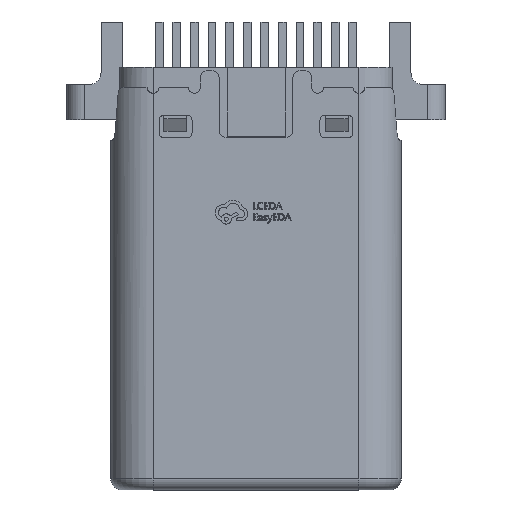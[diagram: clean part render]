
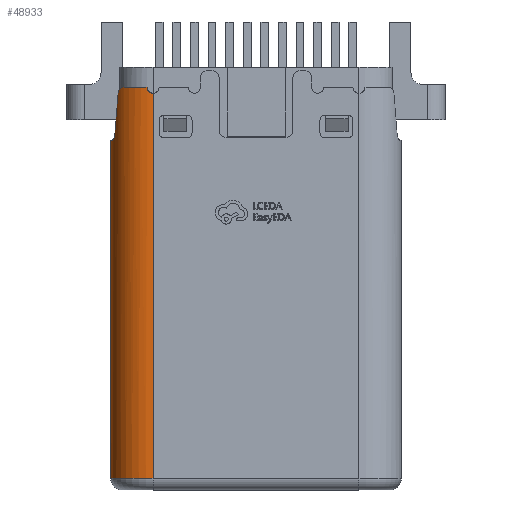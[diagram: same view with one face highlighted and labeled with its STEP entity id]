
A CAD part, top view. The second image highlights one B-rep face of the part: STEP entity #48933.
In plain terms, the highlighted cylindrical face has radius 1.2 mm (diameter 2.4 mm), a partial arc.
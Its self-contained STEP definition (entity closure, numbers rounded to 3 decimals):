
#462 = CARTESIAN_POINT ( 'NONE',  ( -3., 11.281, 1.198 ) ) ;
#1192 = CARTESIAN_POINT ( 'NONE',  ( -2.925, 11.265, 1.2 ) ) ;
#5810 = CIRCLE ( 'NONE', #78611, 1.2 ) ;
#7467 = CARTESIAN_POINT ( 'NONE',  ( -3.911, 11.318, 0.684 ) ) ;
#8374 = DIRECTION ( 'NONE',  ( 0., 1., 0. ) ) ;
#8622 = ORIENTED_EDGE ( 'NONE', *, *, #69811, .F. ) ;
#9362 = CARTESIAN_POINT ( 'NONE',  ( -4.05, 9.953, 0.419 ) ) ;
#10770 = CARTESIAN_POINT ( 'NONE',  ( -4.08, 9.935, 0.325 ) ) ;
#11578 = ORIENTED_EDGE ( 'NONE', *, *, #67615, .T. ) ;
#12732 = CARTESIAN_POINT ( 'NONE',  ( -3.916, 11.261, 0.677 ) ) ;
#12772 = DIRECTION ( 'NONE',  ( 1., 0., 0. ) ) ;
#14155 = CARTESIAN_POINT ( 'NONE',  ( -3.949, 10.894, 0.628 ) ) ;
#15022 = CARTESIAN_POINT ( 'NONE',  ( -3.07, 11.344, 1.191 ) ) ;
#16678 = CARTESIAN_POINT ( 'NONE',  ( -4.008, 10.059, 0.517 ) ) ;
#16859 = EDGE_CURVE ( 'NONE', #88192, #36942, #35634, .T. ) ;
#20467 = EDGE_CURVE ( 'NONE', #86376, #21915, #65553, .T. ) ;
#20837 = CARTESIAN_POINT ( 'NONE',  ( -3.059, 11.329, 1.193 ) ) ;
#21215 = ORIENTED_EDGE ( 'NONE', *, *, #93821, .F. ) ;
#21257 = DIRECTION ( 'NONE',  ( -1., 0., 0. ) ) ;
#21915 = VERTEX_POINT ( 'NONE', #52101 ) ;
#22514 = ORIENTED_EDGE ( 'NONE', *, *, #20467, .F. ) ;
#22984 = CARTESIAN_POINT ( 'NONE',  ( -3.788, 11.435, 0.836 ) ) ;
#26185 = FACE_OUTER_BOUND ( 'NONE', #58175, .T. ) ;
#29367 = CARTESIAN_POINT ( 'NONE',  ( -3.916, 11.261, 0.677 ) ) ;
#29547 = EDGE_CURVE ( 'NONE', #61535, #91839, #95277, .T. ) ;
#30107 = CARTESIAN_POINT ( 'NONE',  ( -2.951, 11.266, 1.2 ) ) ;
#30346 = CARTESIAN_POINT ( 'NONE',  ( -4.067, 9.935, 0.373 ) ) ;
#32231 = CARTESIAN_POINT ( 'NONE',  ( -4.021, 10.014, 0.491 ) ) ;
#32566 = DIRECTION ( 'NONE',  ( 0., 1., 0. ) ) ;
#35016 = DIRECTION ( 'NONE',  ( 0., -1., 0. ) ) ;
#35634 = CIRCLE ( 'NONE', #91221, 1.2 ) ;
#36495 = CARTESIAN_POINT ( 'NONE',  ( -3.979, 10.509, 0.577 ) ) ;
#36599 = DIRECTION ( 'NONE',  ( 1., 0., 0. ) ) ;
#36934 = ORIENTED_EDGE ( 'NONE', *, *, #16859, .T. ) ;
#36942 = VERTEX_POINT ( 'NONE', #60342 ) ;
#37370 = CARTESIAN_POINT ( 'NONE',  ( -3.032, 11.301, 1.195 ) ) ;
#38514 = CARTESIAN_POINT ( 'NONE',  ( -4.08, 9.935, 0.325 ) ) ;
#40089 = B_SPLINE_CURVE_WITH_KNOTS ( 'NONE', 3,
 ( #95159, #22984, #87441, #73450, #7467, #29367 ),
 .UNSPECIFIED., .F., .F.,
 ( 4, 2, 4 ),
 ( 0., 0., 0. ),
 .UNSPECIFIED. ) ;
#40919 = AXIS2_PLACEMENT_3D ( 'NONE', #78927, #49349, #21257 ) ;
#41238 = CARTESIAN_POINT ( 'NONE',  ( -2.925, 9.935, 0. ) ) ;
#41933 = CARTESIAN_POINT ( 'NONE',  ( -3.746, 11.435, 0.875 ) ) ;
#42612 = LINE ( 'NONE', #49337, #95293 ) ;
#43159 = CARTESIAN_POINT ( 'NONE',  ( -2.938, 11.265, 1.2 ) ) ;
#43274 = DIRECTION ( 'NONE',  ( 0., 1., 0. ) ) ;
#45785 = AXIS2_PLACEMENT_3D ( 'NONE', #67988, #8374, #36599 ) ;
#48807 = ORIENTED_EDGE ( 'NONE', *, *, #78874, .T. ) ;
#48933 = ADVANCED_FACE ( 'NONE', ( #26185 ), #76068, .T. ) ;
#49337 = CARTESIAN_POINT ( 'NONE',  ( -4.125, 11., 0. ) ) ;
#49349 = DIRECTION ( 'NONE',  ( 0., -1., 0. ) ) ;
#49432 = LINE ( 'NONE', #92505, #50965 ) ;
#49780 = VERTEX_POINT ( 'NONE', #10770 ) ;
#50364 = CARTESIAN_POINT ( 'NONE',  ( -2.982, 11.273, 1.199 ) ) ;
#50965 = VECTOR ( 'NONE', #35016, 1000. ) ;
#51797 = CARTESIAN_POINT ( 'NONE',  ( -3.092, 11.397, 1.188 ) ) ;
#52101 = CARTESIAN_POINT ( 'NONE',  ( -3.916, 11.261, 0.677 ) ) ;
#53254 = CARTESIAN_POINT ( 'NONE',  ( -4.125, 0.325, 0. ) ) ;
#57170 = B_SPLINE_CURVE_WITH_KNOTS ( 'NONE', 3,
 ( #82105, #16678, #32231, #9362, #30346, #38514 ),
 .UNSPECIFIED., .F., .F.,
 ( 4, 2, 4 ),
 ( 0., 0., 0. ),
 .UNSPECIFIED. ) ;
#57301 = CARTESIAN_POINT ( 'NONE',  ( -4.005, 10.109, 0.523 ) ) ;
#58175 = EDGE_LOOP ( 'NONE', ( #8622, #81906, #48807, #22514, #72997, #21215, #11578, #36934, #84262 ) ) ;
#58180 = CARTESIAN_POINT ( 'NONE',  ( -3.086, 11.379, 1.189 ) ) ;
#59132 = CARTESIAN_POINT ( 'NONE',  ( -3.095, 11.416, 1.188 ) ) ;
#59696 = EDGE_CURVE ( 'NONE', #86376, #49780, #57170, .T. ) ;
#60342 = CARTESIAN_POINT ( 'NONE',  ( -2.925, 0.325, 1.2 ) ) ;
#61535 = VERTEX_POINT ( 'NONE', #41933 ) ;
#65553 =( BOUNDED_CURVE ( )  B_SPLINE_CURVE ( 3, ( #80540, #36495, #14155, #12732 ),
 .UNSPECIFIED., .F., .F. ) 
 B_SPLINE_CURVE_WITH_KNOTS ( ( 4, 4 ),
 ( 2.022, 2.17 ),
 .UNSPECIFIED. ) 
 CURVE ( )  GEOMETRIC_REPRESENTATION_ITEM ( )  RATIONAL_B_SPLINE_CURVE ( ( 1., 0.998, 0.998, 1. ) ) 
 REPRESENTATION_ITEM ( '' )  );
#66886 = CARTESIAN_POINT ( 'NONE',  ( -3.016, 11.291, 1.197 ) ) ;
#67508 = B_SPLINE_CURVE_WITH_KNOTS ( 'NONE', 3,
 ( #81420, #59132, #51797, #58180, #87214, #15022, #20837, #74157, #37370, #66886, #462, #50364, #80458, #30107, #43159, #72724 ),
 .UNSPECIFIED., .F., .F.,
 ( 4, 3, 3, 3, 3, 4 ),
 ( 0., 0., 0., 0., 0., 0. ),
 .UNSPECIFIED. ) ;
#67615 = EDGE_CURVE ( 'NONE', #79407, #88192, #42612, .T. ) ;
#67988 = CARTESIAN_POINT ( 'NONE',  ( -2.925, 11.435, 0. ) ) ;
#69811 = EDGE_CURVE ( 'NONE', #91839, #92089, #67508, .T. ) ;
#71400 = CARTESIAN_POINT ( 'NONE',  ( -2.925, 0.325, 0. ) ) ;
#71686 = DIRECTION ( 'NONE',  ( 0., -1., 0. ) ) ;
#72724 = CARTESIAN_POINT ( 'NONE',  ( -2.925, 11.265, 1.2 ) ) ;
#72997 = ORIENTED_EDGE ( 'NONE', *, *, #59696, .T. ) ;
#73450 = CARTESIAN_POINT ( 'NONE',  ( -3.889, 11.366, 0.717 ) ) ;
#74157 = CARTESIAN_POINT ( 'NONE',  ( -3.047, 11.314, 1.194 ) ) ;
#75564 = CARTESIAN_POINT ( 'NONE',  ( -4.125, 9.935, 0. ) ) ;
#76068 = CYLINDRICAL_SURFACE ( 'NONE', #40919, 1.2 ) ;
#78611 = AXIS2_PLACEMENT_3D ( 'NONE', #41238, #32566, #91487 ) ;
#78874 = EDGE_CURVE ( 'NONE', #61535, #21915, #40089, .T. ) ;
#78927 = CARTESIAN_POINT ( 'NONE',  ( -2.925, 11., 0. ) ) ;
#79407 = VERTEX_POINT ( 'NONE', #75564 ) ;
#79499 = CARTESIAN_POINT ( 'NONE',  ( -3.095, 11.435, 1.188 ) ) ;
#80001 = EDGE_CURVE ( 'NONE', #92089, #36942, #49432, .T. ) ;
#80458 = CARTESIAN_POINT ( 'NONE',  ( -2.963, 11.269, 1.199 ) ) ;
#80540 = CARTESIAN_POINT ( 'NONE',  ( -4.005, 10.109, 0.523 ) ) ;
#81420 = CARTESIAN_POINT ( 'NONE',  ( -3.095, 11.435, 1.188 ) ) ;
#81906 = ORIENTED_EDGE ( 'NONE', *, *, #29547, .F. ) ;
#82105 = CARTESIAN_POINT ( 'NONE',  ( -4.005, 10.109, 0.523 ) ) ;
#84262 = ORIENTED_EDGE ( 'NONE', *, *, #80001, .F. ) ;
#86376 = VERTEX_POINT ( 'NONE', #57301 ) ;
#87214 = CARTESIAN_POINT ( 'NONE',  ( -3.08, 11.361, 1.19 ) ) ;
#87441 = CARTESIAN_POINT ( 'NONE',  ( -3.827, 11.424, 0.793 ) ) ;
#88192 = VERTEX_POINT ( 'NONE', #53254 ) ;
#91221 = AXIS2_PLACEMENT_3D ( 'NONE', #71400, #43274, #12772 ) ;
#91487 = DIRECTION ( 'NONE',  ( 0., 0., -1. ) ) ;
#91839 = VERTEX_POINT ( 'NONE', #79499 ) ;
#92089 = VERTEX_POINT ( 'NONE', #1192 ) ;
#92505 = CARTESIAN_POINT ( 'NONE',  ( -2.925, 11., 1.2 ) ) ;
#93821 = EDGE_CURVE ( 'NONE', #79407, #49780, #5810, .T. ) ;
#95159 = CARTESIAN_POINT ( 'NONE',  ( -3.746, 11.435, 0.875 ) ) ;
#95277 = CIRCLE ( 'NONE', #45785, 1.2 ) ;
#95293 = VECTOR ( 'NONE', #71686, 1000. ) ;
